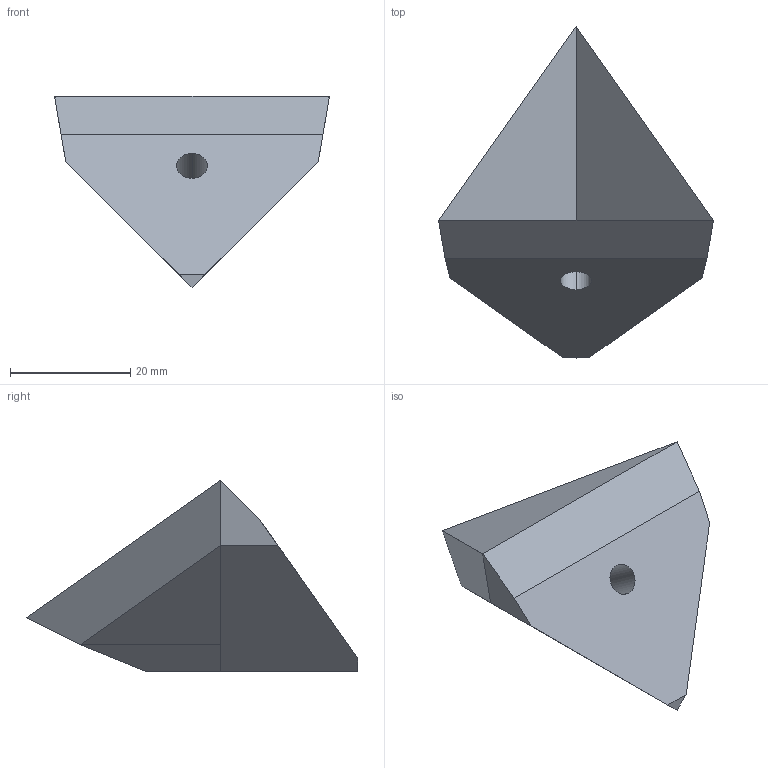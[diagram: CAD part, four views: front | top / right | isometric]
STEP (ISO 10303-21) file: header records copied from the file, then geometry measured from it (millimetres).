
FILE_DESCRIPTION (( 'STEP AP203' ), '1' );
FILE_NAME ('SAJ-018-S1.STEP', '2018-03-14T16:01:18', ( '' ), ( '' ), 'SwSTEP 2.0', 'SolidWorks 2016', '' );
FILE_SCHEMA (( 'CONFIG_CONTROL_DESIGN' ));
Length unit declared in the file: inch
Products named in the file (1): SAJ-018-S1
Bounding box: 45.72 x 55.19 x 31.84 mm (x, y, z)
Volume: 14494.3 mm3; surface area: 6697.1 mm2
Topology: 3 solids, 3 shells, 23 faces, 49 edges, 31 vertices
Faces by surface type: plane 19, cylinder 2, cone 2
Entity records: 672 total; most frequent: CARTESIAN_POINT 102, DIRECTION 99, ORIENTED_EDGE 94, EDGE_CURVE 47, LINE 43, VECTOR 43, VERTEX_POINT 31, AXIS2_PLACEMENT_3D 28
